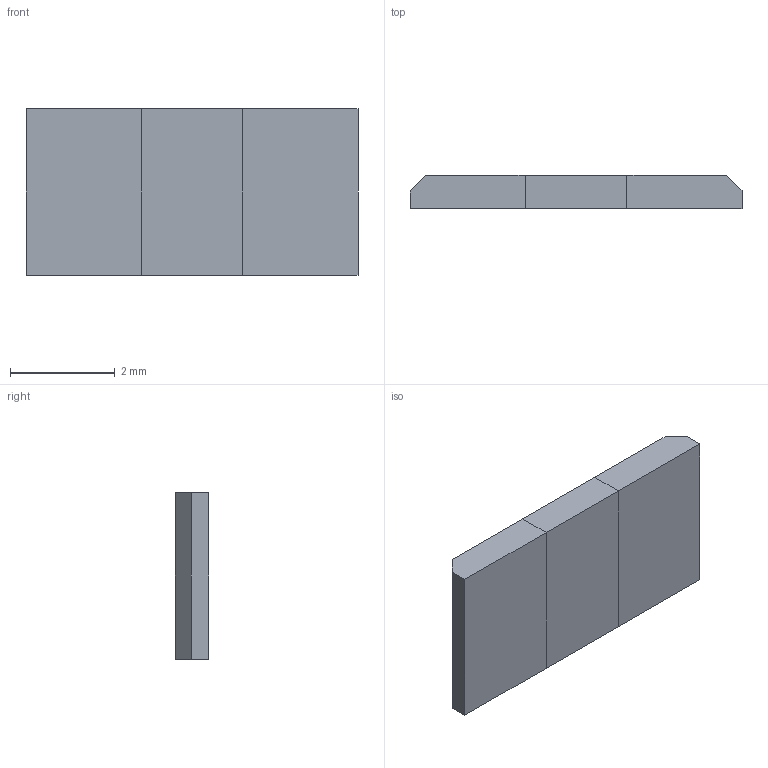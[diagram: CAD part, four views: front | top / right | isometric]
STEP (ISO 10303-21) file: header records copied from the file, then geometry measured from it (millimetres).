
FILE_DESCRIPTION(/* description */ (''),/* implementation_level */ '2;1');
FILE_NAME(/* name */ 'Vishay-WSL2512-resistor.step',/* time_stamp */ '2020-08-24T14:20:01+01:00',/* author */ (''),/* organization */ (''),/* preprocessor_version */ 'ST-DEVELOPER v18.1',/* originating_system */ 'Autodesk Translation Framework v9.3.0.1241',/* authorisation */ '');
FILE_SCHEMA (('AUTOMOTIVE_DESIGN { 1 0 10303 214 3 1 1 }'));
Length unit declared in the file: millimetre
Products named in the file (2): Vishay-WSL2512-resistor; resistor
Assembly tree (1 placements, depth 2):
  Vishay-WSL2512-resistor
    resistor
Bounding box: 6.35 x 0.64 x 3.18 mm (x, y, z)
Volume: 12.5 mm3; surface area: 59.4 mm2
Topology: 3 solids, 3 shells, 64 faces, 159 edges, 106 vertices
Faces by surface type: plane 40, bspline 24
Entity records: 2172 total; most frequent: CARTESIAN_POINT 740, ORIENTED_EDGE 318, DIRECTION 197, EDGE_CURVE 159, LINE 111, VECTOR 111, VERTEX_POINT 106, EDGE_LOOP 69
